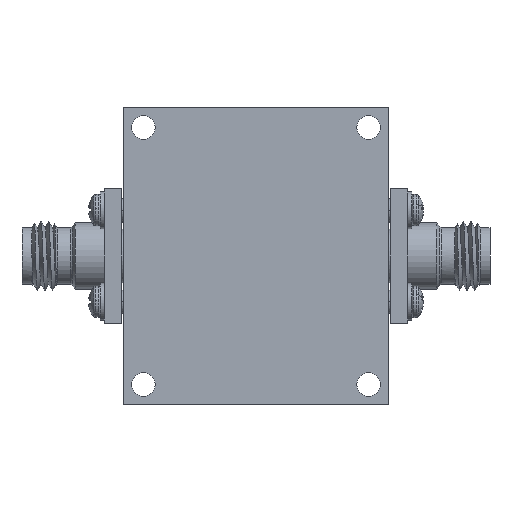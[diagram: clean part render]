
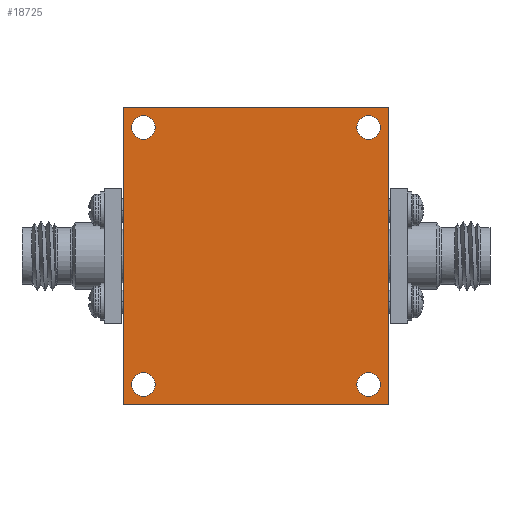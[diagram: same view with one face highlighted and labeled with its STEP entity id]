
A CAD part, front view. The second image highlights one B-rep face of the part: STEP entity #18725.
In plain terms, the highlighted planar face has unit normal (0, -1, 0).
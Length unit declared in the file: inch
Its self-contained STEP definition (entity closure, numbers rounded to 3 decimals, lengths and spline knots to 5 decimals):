
#127 = CARTESIAN_POINT ( 'NONE',  ( -0.41732, 0., -0.43288 ) ) ;
#287 = DIRECTION ( 'NONE',  ( 0., 0., 1. ) ) ;
#404 = CARTESIAN_POINT ( 'NONE',  ( 0.41732, 0., -0.43288 ) ) ;
#424 = CIRCLE ( 'NONE', #5592, 0.0435 ) ;
#623 = LINE ( 'NONE', #16088, #4627 ) ;
#934 = CARTESIAN_POINT ( 'NONE',  ( 0.41732, 0., -0.51988 ) ) ;
#1186 = ORIENTED_EDGE ( 'NONE', *, *, #33694, .T. ) ;
#1555 = ORIENTED_EDGE ( 'NONE', *, *, #33325, .T. ) ;
#1983 = VERTEX_POINT ( 'NONE', #19668 ) ;
#2606 = AXIS2_PLACEMENT_3D ( 'NONE', #33877, #30814, #9301 ) ;
#2746 = VERTEX_POINT ( 'NONE', #6477 ) ;
#2790 = EDGE_LOOP ( 'NONE', ( #11865, #1186 ) ) ;
#3308 = FACE_BOUND ( 'NONE', #32842, .T. ) ;
#3489 = VERTEX_POINT ( 'NONE', #4852 ) ;
#3879 = AXIS2_PLACEMENT_3D ( 'NONE', #27025, #15297, #8921 ) ;
#3885 = FACE_OUTER_BOUND ( 'NONE', #29400, .T. ) ;
#4094 = VERTEX_POINT ( 'NONE', #127 ) ;
#4627 = VECTOR ( 'NONE', #22424, 39.37008 ) ;
#4766 = ORIENTED_EDGE ( 'NONE', *, *, #33347, .T. ) ;
#4852 = CARTESIAN_POINT ( 'NONE',  ( -0.49213, 0., -0.55118 ) ) ;
#4924 = EDGE_LOOP ( 'NONE', ( #6520, #6141 ) ) ;
#5535 = CARTESIAN_POINT ( 'NONE',  ( 0.49213, 0., -0.55118 ) ) ;
#5552 = ORIENTED_EDGE ( 'NONE', *, *, #28167, .F. ) ;
#5592 = AXIS2_PLACEMENT_3D ( 'NONE', #17277, #14279, #39010 ) ;
#6141 = ORIENTED_EDGE ( 'NONE', *, *, #25073, .T. ) ;
#6208 = VERTEX_POINT ( 'NONE', #934 ) ;
#6477 = CARTESIAN_POINT ( 'NONE',  ( 0.49213, 0., -0.55118 ) ) ;
#6520 = ORIENTED_EDGE ( 'NONE', *, *, #22328, .T. ) ;
#6819 = DIRECTION ( 'NONE',  ( 0., 1., 0. ) ) ;
#6900 = CIRCLE ( 'NONE', #20322, 0.0435 ) ;
#6938 = CARTESIAN_POINT ( 'NONE',  ( -0.41732, 0., 0.47638 ) ) ;
#7019 = DIRECTION ( 'NONE',  ( 0., 0., 1. ) ) ;
#8023 = VERTEX_POINT ( 'NONE', #19001 ) ;
#8921 = DIRECTION ( 'NONE',  ( 0., 0., 1. ) ) ;
#9235 = DIRECTION ( 'NONE',  ( 1., 0., 0. ) ) ;
#9301 = DIRECTION ( 'NONE',  ( 0., 0., 1. ) ) ;
#9818 = VERTEX_POINT ( 'NONE', #21033 ) ;
#10338 = DIRECTION ( 'NONE',  ( 0., 0., 1. ) ) ;
#10656 = CARTESIAN_POINT ( 'NONE',  ( -0.49213, 0., -0.55118 ) ) ;
#11498 = EDGE_LOOP ( 'NONE', ( #33409, #4766 ) ) ;
#11802 = VERTEX_POINT ( 'NONE', #15272 ) ;
#11852 = VERTEX_POINT ( 'NONE', #38616 ) ;
#11865 = ORIENTED_EDGE ( 'NONE', *, *, #39074, .T. ) ;
#12285 = DIRECTION ( 'NONE',  ( 0., 0., -1. ) ) ;
#12397 = VERTEX_POINT ( 'NONE', #36095 ) ;
#12540 = CIRCLE ( 'NONE', #34896, 0.0435 ) ;
#13557 = DIRECTION ( 'NONE',  ( 0., 1., 0. ) ) ;
#13661 = LINE ( 'NONE', #10656, #36506 ) ;
#14279 = DIRECTION ( 'NONE',  ( 0., 1., 0. ) ) ;
#15054 = LINE ( 'NONE', #31176, #23908 ) ;
#15272 = CARTESIAN_POINT ( 'NONE',  ( -0.49213, 0., 0.55118 ) ) ;
#15297 = DIRECTION ( 'NONE',  ( 0., 1., 0. ) ) ;
#15325 = DIRECTION ( 'NONE',  ( 0., 1., 0. ) ) ;
#16088 = CARTESIAN_POINT ( 'NONE',  ( -0.49213, 0., -0.55118 ) ) ;
#16712 = DIRECTION ( 'NONE',  ( 0., 1., 0. ) ) ;
#17277 = CARTESIAN_POINT ( 'NONE',  ( 0.41732, 0., -0.47638 ) ) ;
#18680 = FACE_BOUND ( 'NONE', #4924, .T. ) ;
#18686 = EDGE_CURVE ( 'NONE', #36013, #2746, #36072, .T. ) ;
#18725 = ADVANCED_FACE ( 'NONE', ( #18680, #3308, #27806, #24404, #3885 ), #31036, .F. ) ;
#19001 = CARTESIAN_POINT ( 'NONE',  ( -0.41732, 0., 0.51988 ) ) ;
#19668 = CARTESIAN_POINT ( 'NONE',  ( -0.41732, 0., 0.43288 ) ) ;
#20322 = AXIS2_PLACEMENT_3D ( 'NONE', #6938, #13557, #10338 ) ;
#21033 = CARTESIAN_POINT ( 'NONE',  ( -0.41732, 0., -0.51988 ) ) ;
#22328 = EDGE_CURVE ( 'NONE', #4094, #9818, #12540, .T. ) ;
#22424 = DIRECTION ( 'NONE',  ( 0., 0., 1. ) ) ;
#22494 = EDGE_CURVE ( 'NONE', #26287, #6208, #39359, .T. ) ;
#23719 = ORIENTED_EDGE ( 'NONE', *, *, #34377, .T. ) ;
#23839 = CARTESIAN_POINT ( 'NONE',  ( 0.49213, 0., 0.55118 ) ) ;
#23908 = VECTOR ( 'NONE', #9235, 39.37008 ) ;
#24404 = FACE_BOUND ( 'NONE', #11498, .T. ) ;
#25073 = EDGE_CURVE ( 'NONE', #9818, #4094, #36397, .T. ) ;
#25211 = CARTESIAN_POINT ( 'NONE',  ( 0.41732, 0., 0.47638 ) ) ;
#25339 = CARTESIAN_POINT ( 'NONE',  ( 0.41732, 0., -0.47638 ) ) ;
#25987 = DIRECTION ( 'NONE',  ( -1., 0., 0. ) ) ;
#26252 = CARTESIAN_POINT ( 'NONE',  ( -0.41732, 0., -0.47638 ) ) ;
#26287 = VERTEX_POINT ( 'NONE', #404 ) ;
#26465 = EDGE_CURVE ( 'NONE', #3489, #11802, #623, .T. ) ;
#26592 = EDGE_CURVE ( 'NONE', #2746, #3489, #13661, .T. ) ;
#26759 = AXIS2_PLACEMENT_3D ( 'NONE', #26252, #38660, #32310 ) ;
#26773 = CARTESIAN_POINT ( 'NONE',  ( -0.41732, 0., 0.47638 ) ) ;
#27025 = CARTESIAN_POINT ( 'NONE',  ( 0.41732, 0., 0.47638 ) ) ;
#27806 = FACE_BOUND ( 'NONE', #2790, .T. ) ;
#27863 = AXIS2_PLACEMENT_3D ( 'NONE', #25211, #16712, #35051 ) ;
#28167 = EDGE_CURVE ( 'NONE', #11802, #36013, #15054, .T. ) ;
#28719 = CIRCLE ( 'NONE', #3879, 0.0435 ) ;
#29400 = EDGE_LOOP ( 'NONE', ( #34655, #5552, #36790, #34941 ) ) ;
#29418 = DIRECTION ( 'NONE',  ( 0., 0., 1. ) ) ;
#30405 = AXIS2_PLACEMENT_3D ( 'NONE', #26773, #38817, #29418 ) ;
#30678 = CARTESIAN_POINT ( 'NONE',  ( -0.41732, 0., -0.47638 ) ) ;
#30814 = DIRECTION ( 'NONE',  ( 0., 1., 0. ) ) ;
#31036 = PLANE ( 'NONE',  #2606 ) ;
#31176 = CARTESIAN_POINT ( 'NONE',  ( -0.49213, 0., 0.55118 ) ) ;
#31769 = CIRCLE ( 'NONE', #27863, 0.0435 ) ;
#32310 = DIRECTION ( 'NONE',  ( 0., 0., 1. ) ) ;
#32842 = EDGE_LOOP ( 'NONE', ( #23719, #1555 ) ) ;
#33325 = EDGE_CURVE ( 'NONE', #1983, #8023, #34924, .T. ) ;
#33347 = EDGE_CURVE ( 'NONE', #6208, #26287, #424, .T. ) ;
#33409 = ORIENTED_EDGE ( 'NONE', *, *, #22494, .T. ) ;
#33694 = EDGE_CURVE ( 'NONE', #11852, #12397, #31769, .T. ) ;
#33877 = CARTESIAN_POINT ( 'NONE',  ( 0., 0., 0. ) ) ;
#34377 = EDGE_CURVE ( 'NONE', #8023, #1983, #6900, .T. ) ;
#34655 = ORIENTED_EDGE ( 'NONE', *, *, #18686, .F. ) ;
#34896 = AXIS2_PLACEMENT_3D ( 'NONE', #30678, #15325, #287 ) ;
#34924 = CIRCLE ( 'NONE', #30405, 0.0435 ) ;
#34941 = ORIENTED_EDGE ( 'NONE', *, *, #26592, .F. ) ;
#35051 = DIRECTION ( 'NONE',  ( 0., 0., 1. ) ) ;
#35789 = VECTOR ( 'NONE', #12285, 39.37008 ) ;
#36013 = VERTEX_POINT ( 'NONE', #23839 ) ;
#36072 = LINE ( 'NONE', #5535, #35789 ) ;
#36095 = CARTESIAN_POINT ( 'NONE',  ( 0.41732, 0., 0.51988 ) ) ;
#36397 = CIRCLE ( 'NONE', #26759, 0.0435 ) ;
#36506 = VECTOR ( 'NONE', #25987, 39.37008 ) ;
#36790 = ORIENTED_EDGE ( 'NONE', *, *, #26465, .F. ) ;
#38616 = CARTESIAN_POINT ( 'NONE',  ( 0.41732, 0., 0.43288 ) ) ;
#38660 = DIRECTION ( 'NONE',  ( 0., 1., 0. ) ) ;
#38729 = AXIS2_PLACEMENT_3D ( 'NONE', #25339, #6819, #7019 ) ;
#38817 = DIRECTION ( 'NONE',  ( 0., 1., 0. ) ) ;
#39010 = DIRECTION ( 'NONE',  ( 0., 0., 1. ) ) ;
#39074 = EDGE_CURVE ( 'NONE', #12397, #11852, #28719, .T. ) ;
#39359 = CIRCLE ( 'NONE', #38729, 0.0435 ) ;
